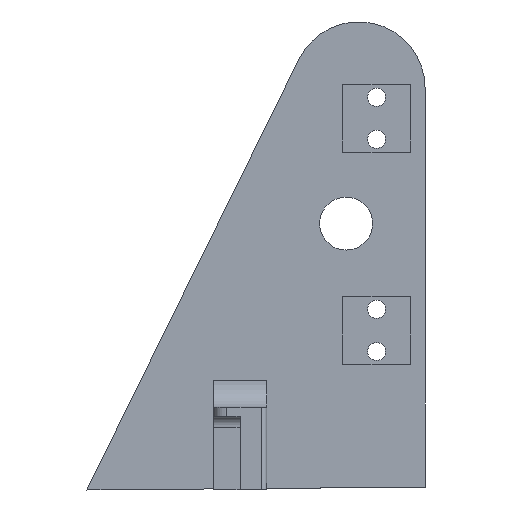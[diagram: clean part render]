
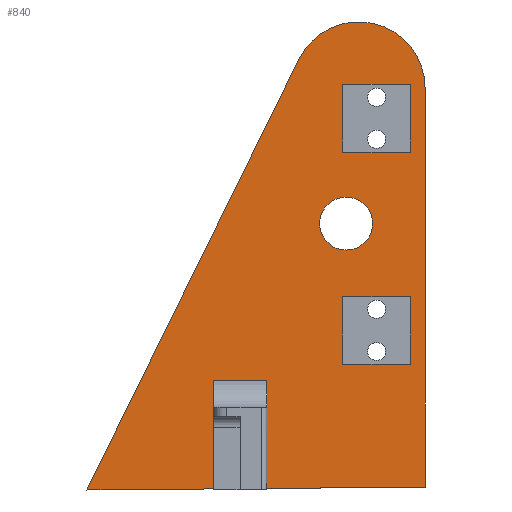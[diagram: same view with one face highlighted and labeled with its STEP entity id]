
A CAD part, left-side view. The second image highlights one B-rep face of the part: STEP entity #840.
In plain terms, the highlighted planar face has unit normal (-1, 0, 0).
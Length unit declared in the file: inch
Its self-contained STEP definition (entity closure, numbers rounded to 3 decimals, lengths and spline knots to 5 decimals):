
#19=FACE_BOUND('',#141,.T.);
#20=FACE_BOUND('',#142,.T.);
#21=FACE_BOUND('',#143,.T.);
#55=CIRCLE('',#907,0.98425);
#56=CIRCLE('',#908,0.3937);
#93=FACE_OUTER_BOUND('',#140,.T.);
#140=EDGE_LOOP('',(#615,#616,#617,#618,#619,#620,#621,#622));
#141=EDGE_LOOP('',(#623));
#142=EDGE_LOOP('',(#624,#625,#626,#627));
#143=EDGE_LOOP('',(#628,#629,#630,#631));
#206=LINE('',#1256,#291);
#213=LINE('',#1287,#298);
#215=LINE('',#1290,#300);
#231=LINE('',#1322,#316);
#232=LINE('',#1325,#317);
#233=LINE('',#1327,#318);
#234=LINE('',#1328,#319);
#235=LINE('',#1333,#320);
#236=LINE('',#1335,#321);
#237=LINE('',#1337,#322);
#238=LINE('',#1338,#323);
#239=LINE('',#1341,#324);
#240=LINE('',#1343,#325);
#241=LINE('',#1345,#326);
#242=LINE('',#1346,#327);
#291=VECTOR('',#996,0.3937);
#298=VECTOR('',#1011,0.3937);
#300=VECTOR('',#1013,0.3937);
#316=VECTOR('',#1041,0.3937);
#317=VECTOR('',#1044,0.3937);
#318=VECTOR('',#1045,0.3937);
#319=VECTOR('',#1046,0.3937);
#320=VECTOR('',#1049,0.3937);
#321=VECTOR('',#1050,0.3937);
#322=VECTOR('',#1051,0.3937);
#323=VECTOR('',#1052,0.3937);
#324=VECTOR('',#1053,0.3937);
#325=VECTOR('',#1054,0.3937);
#326=VECTOR('',#1055,0.3937);
#327=VECTOR('',#1056,0.3937);
#380=VERTEX_POINT('',#1253);
#381=VERTEX_POINT('',#1255);
#386=VERTEX_POINT('',#1283);
#388=VERTEX_POINT('',#1286);
#389=VERTEX_POINT('',#1289);
#399=VERTEX_POINT('',#1321);
#400=VERTEX_POINT('',#1323);
#401=VERTEX_POINT('',#1326);
#402=VERTEX_POINT('',#1329);
#403=VERTEX_POINT('',#1331);
#404=VERTEX_POINT('',#1332);
#405=VERTEX_POINT('',#1334);
#406=VERTEX_POINT('',#1336);
#407=VERTEX_POINT('',#1339);
#408=VERTEX_POINT('',#1340);
#409=VERTEX_POINT('',#1342);
#410=VERTEX_POINT('',#1344);
#459=EDGE_CURVE('',#381,#380,#206,.T.);
#468=EDGE_CURVE('',#388,#386,#213,.T.);
#470=EDGE_CURVE('',#389,#381,#215,.T.);
#486=EDGE_CURVE('',#399,#386,#231,.T.);
#487=EDGE_CURVE('',#400,#399,#55,.T.);
#488=EDGE_CURVE('',#389,#400,#232,.T.);
#489=EDGE_CURVE('',#380,#401,#233,.T.);
#490=EDGE_CURVE('',#401,#388,#234,.T.);
#491=EDGE_CURVE('',#402,#402,#56,.T.);
#492=EDGE_CURVE('',#403,#404,#235,.T.);
#493=EDGE_CURVE('',#404,#405,#236,.T.);
#494=EDGE_CURVE('',#405,#406,#237,.T.);
#495=EDGE_CURVE('',#406,#403,#238,.T.);
#496=EDGE_CURVE('',#407,#408,#239,.T.);
#497=EDGE_CURVE('',#408,#409,#240,.T.);
#498=EDGE_CURVE('',#409,#410,#241,.T.);
#499=EDGE_CURVE('',#410,#407,#242,.T.);
#615=ORIENTED_EDGE('',*,*,#468,.T.);
#616=ORIENTED_EDGE('',*,*,#486,.F.);
#617=ORIENTED_EDGE('',*,*,#487,.F.);
#618=ORIENTED_EDGE('',*,*,#488,.F.);
#619=ORIENTED_EDGE('',*,*,#470,.T.);
#620=ORIENTED_EDGE('',*,*,#459,.T.);
#621=ORIENTED_EDGE('',*,*,#489,.T.);
#622=ORIENTED_EDGE('',*,*,#490,.T.);
#623=ORIENTED_EDGE('',*,*,#491,.F.);
#624=ORIENTED_EDGE('',*,*,#492,.T.);
#625=ORIENTED_EDGE('',*,*,#493,.T.);
#626=ORIENTED_EDGE('',*,*,#494,.T.);
#627=ORIENTED_EDGE('',*,*,#495,.T.);
#628=ORIENTED_EDGE('',*,*,#496,.T.);
#629=ORIENTED_EDGE('',*,*,#497,.T.);
#630=ORIENTED_EDGE('',*,*,#498,.T.);
#631=ORIENTED_EDGE('',*,*,#499,.T.);
#807=PLANE('',#906);
#840=ADVANCED_FACE('',(#93,#19,#20,#21),#807,.T.);
#906=AXIS2_PLACEMENT_3D('',#1320,#1039,#1040);
#907=AXIS2_PLACEMENT_3D('',#1324,#1042,#1043);
#908=AXIS2_PLACEMENT_3D('',#1330,#1047,#1048);
#996=DIRECTION('',(0.,0.,1.));
#1011=DIRECTION('',(0.,-1.,0.009));
#1013=DIRECTION('',(0.,-1.,0.009));
#1039=DIRECTION('center_axis',(-1.,0.,0.));
#1040=DIRECTION('ref_axis',(0.,0.,1.));
#1041=DIRECTION('',(0.,0.,-1.));
#1042=DIRECTION('center_axis',(1.,0.,0.));
#1043=DIRECTION('ref_axis',(0.,0.897,0.442));
#1044=DIRECTION('',(0.,-0.442,0.897));
#1045=DIRECTION('',(0.,-1.,0.));
#1046=DIRECTION('',(0.,0.,-1.));
#1047=DIRECTION('center_axis',(-1.,0.,0.));
#1048=DIRECTION('ref_axis',(0.,-1.,0.));
#1049=DIRECTION('',(0.,-1.,0.));
#1050=DIRECTION('',(0.,0.,-1.));
#1051=DIRECTION('',(0.,1.,0.));
#1052=DIRECTION('',(0.,0.,1.));
#1053=DIRECTION('',(0.,0.,-1.));
#1054=DIRECTION('',(0.,1.,0.));
#1055=DIRECTION('',(0.,0.,1.));
#1056=DIRECTION('',(0.,-1.,0.));
#1253=CARTESIAN_POINT('',(13.00787,-5.1493,3.30709));
#1255=CARTESIAN_POINT('',(13.00787,-5.1493,1.70014));
#1256=CARTESIAN_POINT('',(13.00787,-5.1493,1.92242));
#1283=CARTESIAN_POINT('',(13.00787,-8.28923,1.72707));
#1286=CARTESIAN_POINT('',(13.00787,-5.93671,1.70689));
#1287=CARTESIAN_POINT('',(13.00787,-6.82187,1.71448));
#1289=CARTESIAN_POINT('',(13.00787,-3.26953,1.68402));
#1290=CARTESIAN_POINT('',(13.00787,-6.82187,1.71448));
#1320=CARTESIAN_POINT('Origin',(13.00787,-5.30217,1.87633));
#1321=CARTESIAN_POINT('',(13.00787,-8.28923,7.65746));
#1322=CARTESIAN_POINT('',(13.00787,-8.28923,-4.8806));
#1323=CARTESIAN_POINT('',(13.00787,-6.42207,8.08395));
#1324=CARTESIAN_POINT('Origin',(13.00787,-7.30501,7.64902));
#1325=CARTESIAN_POINT('',(13.00787,-6.42207,8.08395));
#1326=CARTESIAN_POINT('',(13.00787,-5.93671,3.30709));
#1327=CARTESIAN_POINT('',(13.00787,-5.40533,3.30709));
#1328=CARTESIAN_POINT('',(13.00787,-5.93671,1.92242));
#1329=CARTESIAN_POINT('',(13.00787,-6.72411,5.63918));
#1330=CARTESIAN_POINT('Origin',(13.00787,-7.11781,5.63918));
#1331=CARTESIAN_POINT('',(13.00787,-7.06691,4.55445));
#1332=CARTESIAN_POINT('',(13.00787,-8.07085,4.55445));
#1333=CARTESIAN_POINT('',(13.00787,-6.18454,4.55445));
#1334=CARTESIAN_POINT('',(13.00787,-8.07085,3.55051));
#1335=CARTESIAN_POINT('',(13.00787,-8.07085,3.21539));
#1336=CARTESIAN_POINT('',(13.00787,-7.06691,3.55051));
#1337=CARTESIAN_POINT('',(13.00787,-6.68651,3.55051));
#1338=CARTESIAN_POINT('',(13.00787,-7.06691,2.71342));
#1339=CARTESIAN_POINT('',(13.00787,-8.07085,7.70406));
#1340=CARTESIAN_POINT('',(13.00787,-8.07085,6.70012));
#1341=CARTESIAN_POINT('',(13.00787,-8.07085,4.79019));
#1342=CARTESIAN_POINT('',(13.00787,-7.06691,6.70012));
#1343=CARTESIAN_POINT('',(13.00787,-6.68651,6.70012));
#1344=CARTESIAN_POINT('',(13.00787,-7.06691,7.70406));
#1345=CARTESIAN_POINT('',(13.00787,-7.06691,4.28823));
#1346=CARTESIAN_POINT('',(13.00787,-6.18454,7.70406));
